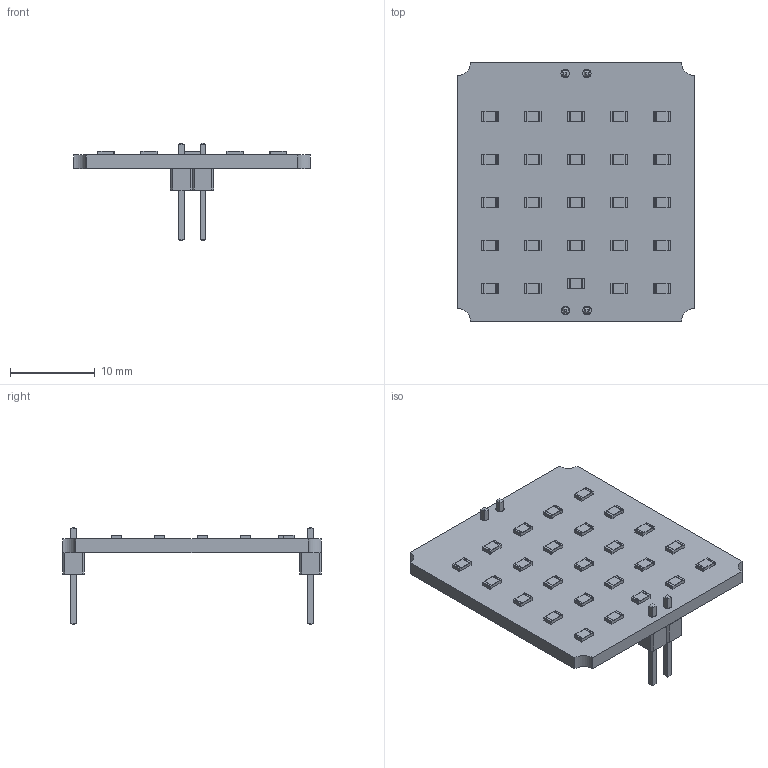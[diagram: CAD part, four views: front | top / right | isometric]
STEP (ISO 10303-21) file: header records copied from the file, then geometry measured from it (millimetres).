
FILE_DESCRIPTION(('FreeCAD Model'),'2;1');
FILE_NAME('Backlight4.step', '2018-05-17T02:00:46',('kicad StepUp'),('ksu MCAD'), 'Open CASCADE STEP processor 6.8','FreeCAD','Unknown');
FILE_SCHEMA(('AUTOMOTIVE_DESIGN_CC2 { 1 2 10303 214 -1 1 5 4 }'));
Length unit declared in the file: millimetre
Products named in the file (29): ASSEMBLY; Pcb; PinHeader_1x02_P254mm_Vertical_; PinHeader_1x02_P254mm_Vertical_001; R_0805_2012Metric_; R_0805_2012Metric_001; R_0805_2012Metric_002; R_0805_2012Metric_003; R_0805_2012Metric_004; R_0805_2012Metric_005; R_0805_2012Metric_006; R_0805_2012Metric_007; R_0805_2012Metric_008; R_0805_2012Metric_009; R_0805_2012Metric_010; R_0805_2012Metric_011; R_0805_2012Metric_012; R_0805_2012Metric_013; R_0805_2012Metric_014; R_0805_2012Metric_015; R_0805_2012Metric_016; R_0805_2012Metric_017; R_0805_2012Metric_018; R_0805_2012Metric_019; R_0805_2012Metric_020; R_0805_2012Metric_021; R_0805_2012Metric_022; R_0805_2012Metric_023; R_0805_2012Metric_024
Assembly tree (28 placements, depth 2):
  ASSEMBLY
    Pcb
    PinHeader_1x02_P254mm_Vertical_
    PinHeader_1x02_P254mm_Vertical_001
    R_0805_2012Metric_
    R_0805_2012Metric_001
    R_0805_2012Metric_002
    R_0805_2012Metric_003
    R_0805_2012Metric_004
    R_0805_2012Metric_005
    R_0805_2012Metric_006
    R_0805_2012Metric_007
    R_0805_2012Metric_008
    R_0805_2012Metric_009
    R_0805_2012Metric_010
    R_0805_2012Metric_011
    R_0805_2012Metric_012
    R_0805_2012Metric_013
    R_0805_2012Metric_014
    R_0805_2012Metric_015
    R_0805_2012Metric_016
    R_0805_2012Metric_017
    R_0805_2012Metric_018
    R_0805_2012Metric_019
    R_0805_2012Metric_020
    R_0805_2012Metric_021
    R_0805_2012Metric_022
    R_0805_2012Metric_023
    R_0805_2012Metric_024
Bounding box: 27.94 x 30.48 x 11.54 mm (x, y, z)
Volume: 1449.6 mm3; surface area: 2294.4 mm2
Topology: 28 solids, 28 shells, 768 faces, 1980 edges, 1276 vertices
Faces by surface type: plane 560, cylinder 208
Full cylindrical faces by diameter (mm): 1 x4
Entity records: 28906 total; most frequent: CARTESIAN_POINT 4053, DIRECTION 3990, ORIENTED_EDGE 3960, EDGE_CURVE 1980, LINE 1564, VECTOR 1564, VERTEX_POINT 1276, AXIS2_PLACEMENT_3D 1213
